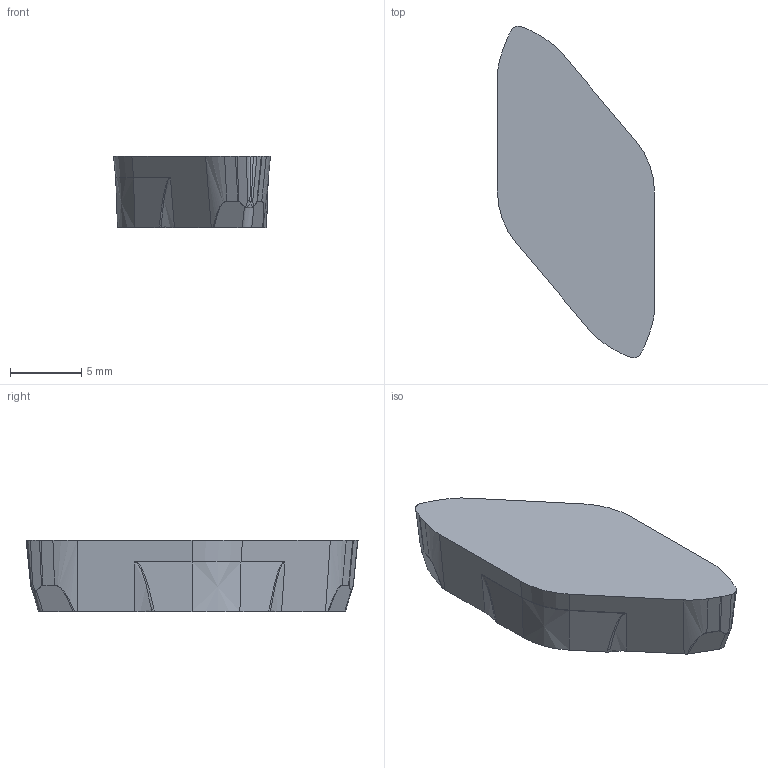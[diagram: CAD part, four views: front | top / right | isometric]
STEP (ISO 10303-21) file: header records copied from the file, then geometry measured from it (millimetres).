
FILE_DESCRIPTION(/* description */ (''),/* implementation_level */ '2;1');
FILE_NAME(/* name */ 'aaa317038_b.stp',/* time_stamp */ '2018-06-01T16:08:55+02:00',/* author */ (''),/* organization */ ('SMS'),/* preprocessor_version */ 'ST-DEVELOPER v15',/* originating_system */ 'SIEMENS PLM Software NX 8.5',/* authorisation */ '');
FILE_SCHEMA (('AUTOMOTIVE_DESIGN { 1 0 10303 214 3 1 1 1 }'));
Length unit declared in the file: millimetre
Products named in the file (1): AAA317038_B
Bounding box: 11 x 23.25 x 5 mm (x, y, z)
Volume: 798.9 mm3; surface area: 589.6 mm2
Topology: 1 solids, 1 shells, 88 faces, 223 edges, 139 vertices
Faces by surface type: cone 26, bspline 24, plane 22, cylinder 12, extrusion 2, torus 2
Entity records: 3663 total; most frequent: CARTESIAN_POINT 1629, ORIENTED_EDGE 444, DIRECTION 384, EDGE_CURVE 222, AXIS2_PLACEMENT_3D 145, VERTEX_POINT 136, VECTOR 94, LINE 92
